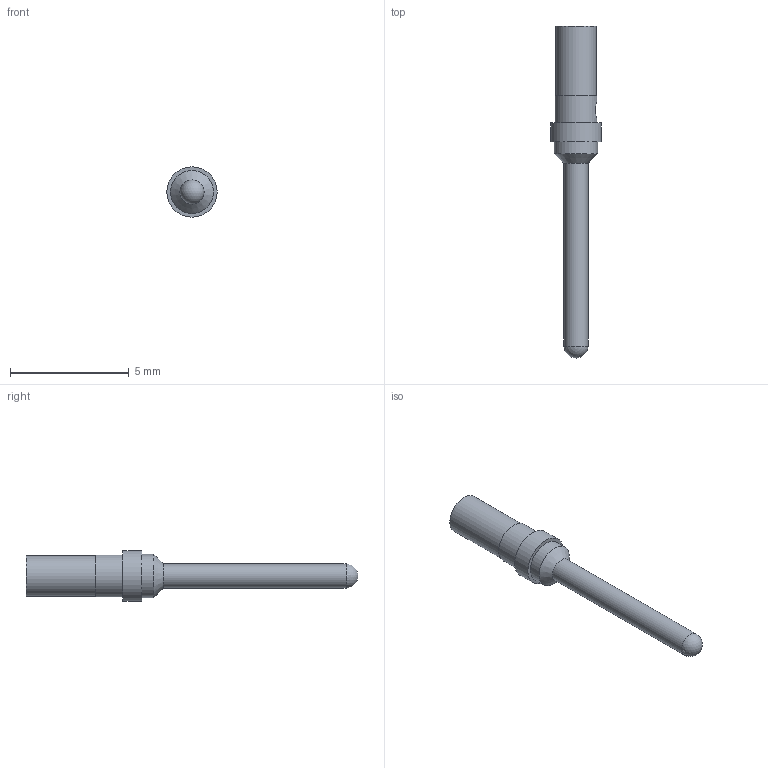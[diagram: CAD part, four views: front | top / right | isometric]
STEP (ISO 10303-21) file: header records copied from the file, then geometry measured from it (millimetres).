
FILE_DESCRIPTION(/* description */ (''),/* implementation_level */ '2;1');
FILE_NAME(/* name */ '359-1001-020',/* time_stamp */ '2000-02-03T11:24:52-06:00',/* author */ (''),/* organization */ (''),/* preprocessor_version */ 'ST-DEVELOPER 1.6',/* originating_system */ 'UNIGRAPHICS SOLUTIONS - UNIGRAPHICS 15.0',/* authorisation */ '');
FILE_SCHEMA (('CONFIG_CONTROL_DESIGN'));
Length unit declared in the file: inch
Products named in the file (1): 359-1001-020
Bounding box: 2.12 x 13.98 x 2.12 mm (x, y, z)
Volume: 15.7 mm3; surface area: 78.9 mm2
Topology: 1 solids, 1 shells, 14 faces, 32 edges, 20 vertices
Faces by surface type: cylinder 7, plane 3, cone 3, sphere 1
Full cylindrical faces by diameter (mm): 0.737 x1, 1.016 x1, 1.13 x1, 1.689 x1, 1.765 x1, 1.816 x1, 2.121 x1
Entity records: 627 total; most frequent: CARTESIAN_POINT 297, DIRECTION 54, FACE_BOUND 29, ORIENTED_EDGE 28, EDGE_LOOP 28, AXIS2_PLACEMENT_3D 27, VERTEX_POINT 15, EDGE_CURVE 14
